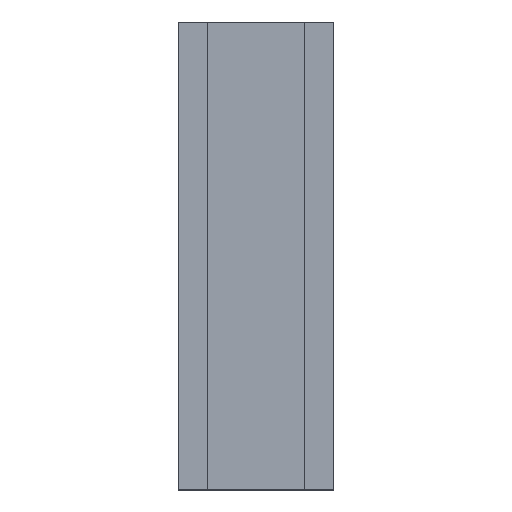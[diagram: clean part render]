
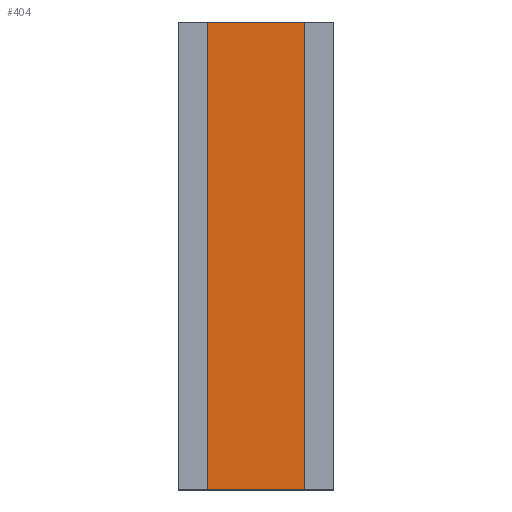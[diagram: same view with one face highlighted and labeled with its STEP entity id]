
A CAD part, top view. The second image highlights one B-rep face of the part: STEP entity #404.
In plain terms, the highlighted planar face has unit normal (0, 0, 1).
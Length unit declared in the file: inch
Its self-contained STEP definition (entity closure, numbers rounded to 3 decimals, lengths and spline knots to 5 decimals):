
#343=CARTESIAN_POINT('',(8.13626,6.50965,0.23));
#344=VERTEX_POINT('',#343);
#351=CARTESIAN_POINT('',(8.13626,0.50965,0.23));
#352=VERTEX_POINT('',#351);
#353=CARTESIAN_POINT('',(8.13626,3.50965,0.23));
#354=DIRECTION('',(0.,1.,0.));
#355=VECTOR('',#354,1.);
#356=LINE('',#353,#355);
#357=EDGE_CURVE('',#352,#344,#356,.T.);
#374=CARTESIAN_POINT('',(6.88626,6.50965,0.23));
#375=VERTEX_POINT('',#374);
#376=CARTESIAN_POINT('',(8.13626,6.50965,0.23));
#377=DIRECTION('',(-1.,0.,0.));
#378=VECTOR('',#377,1.);
#379=LINE('',#376,#378);
#380=EDGE_CURVE('',#344,#375,#379,.T.);
#381=ORIENTED_EDGE('',*,*,#380,.T.);
#382=CARTESIAN_POINT('',(6.88626,0.50965,0.23));
#383=VERTEX_POINT('',#382);
#384=CARTESIAN_POINT('',(6.88626,3.50965,0.23));
#385=DIRECTION('',(0.,-1.,0.));
#386=VECTOR('',#385,1.);
#387=LINE('',#384,#386);
#388=EDGE_CURVE('',#375,#383,#387,.T.);
#389=ORIENTED_EDGE('',*,*,#388,.T.);
#390=CARTESIAN_POINT('',(8.13626,0.50965,0.23));
#391=DIRECTION('',(1.,0.,0.));
#392=VECTOR('',#391,1.);
#393=LINE('',#390,#392);
#394=EDGE_CURVE('',#383,#352,#393,.T.);
#395=ORIENTED_EDGE('',*,*,#394,.T.);
#396=ORIENTED_EDGE('',*,*,#357,.T.);
#397=EDGE_LOOP('',(#381,#389,#395,#396));
#398=FACE_OUTER_BOUND('',#397,.T.);
#399=CARTESIAN_POINT('',(7.51126,3.50965,0.23));
#400=DIRECTION('',(0.,0.,1.));
#401=DIRECTION('',(1.,0.,0.));
#402=AXIS2_PLACEMENT_3D('',#399,#400,#401);
#403=PLANE('',#402);
#404=ADVANCED_FACE('',(#398),#403,.T.);
